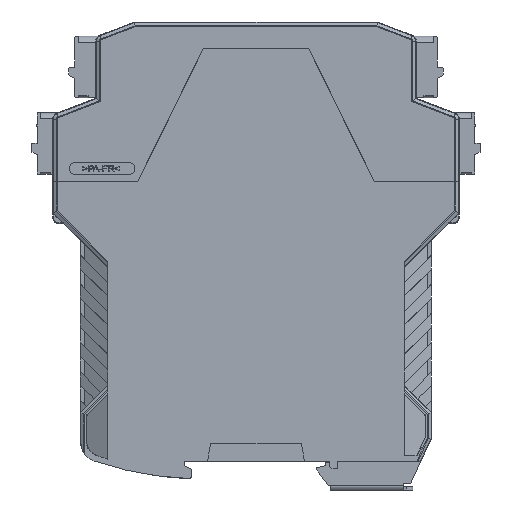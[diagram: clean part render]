
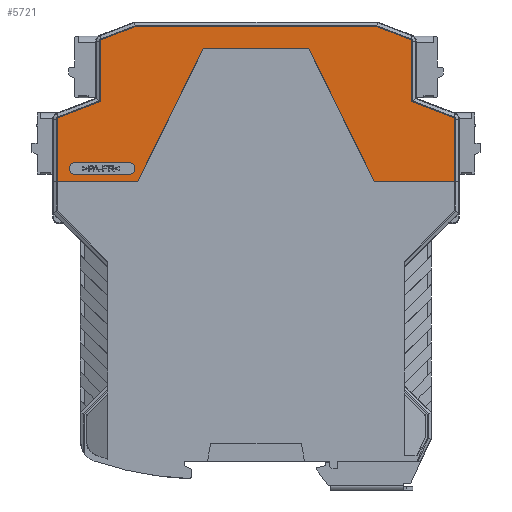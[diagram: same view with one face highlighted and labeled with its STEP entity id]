
A CAD part, left-side view. The second image highlights one B-rep face of the part: STEP entity #5721.
In plain terms, the highlighted planar face has unit normal (-1, 0, 0).
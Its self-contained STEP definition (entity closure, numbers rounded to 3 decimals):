
#1678=FACE_BOUND('',#17922,.T.);
#1679=FACE_BOUND('',#17923,.T.);
#2530=CIRCLE('',#88248,0.382);
#2534=CIRCLE('',#88255,0.382);
#2538=CIRCLE('',#88264,0.382);
#2542=CIRCLE('',#88271,0.382);
#2566=CIRCLE('',#88376,1.5);
#2568=CIRCLE('',#88380,1.5);
#5721=ADVANCED_FACE('',(#1678,#1679),#9563,.F.);
#9563=PLANE('',#88561);
#17922=EDGE_LOOP('',(#34550,#34551,#34552,#34553,#34554,#34555,#34556,#34557,
#34558,#34559,#34560,#34561,#34562,#34563,#34564,#34565,#34566,#34567));
#17923=EDGE_LOOP('',(#34568,#34569,#34570,#34571));
#34550=ORIENTED_EDGE('',*,*,#58714,.T.);
#34551=ORIENTED_EDGE('',*,*,#58873,.T.);
#34552=ORIENTED_EDGE('',*,*,#58875,.T.);
#34553=ORIENTED_EDGE('',*,*,#58878,.T.);
#34554=ORIENTED_EDGE('',*,*,#58881,.T.);
#34555=ORIENTED_EDGE('',*,*,#58884,.T.);
#34556=ORIENTED_EDGE('',*,*,#58887,.T.);
#34557=ORIENTED_EDGE('',*,*,#58890,.T.);
#34558=ORIENTED_EDGE('',*,*,#58893,.T.);
#34559=ORIENTED_EDGE('',*,*,#58896,.T.);
#34560=ORIENTED_EDGE('',*,*,#58899,.T.);
#34561=ORIENTED_EDGE('',*,*,#58902,.T.);
#34562=ORIENTED_EDGE('',*,*,#58905,.T.);
#34563=ORIENTED_EDGE('',*,*,#58907,.T.);
#34564=ORIENTED_EDGE('',*,*,#58663,.T.);
#34565=ORIENTED_EDGE('',*,*,#59291,.T.);
#34566=ORIENTED_EDGE('',*,*,#59438,.T.);
#34567=ORIENTED_EDGE('',*,*,#59406,.T.);
#34568=ORIENTED_EDGE('',*,*,#59147,.F.);
#34569=ORIENTED_EDGE('',*,*,#59151,.F.);
#34570=ORIENTED_EDGE('',*,*,#59154,.F.);
#34571=ORIENTED_EDGE('',*,*,#59158,.F.);
#48474=VERTEX_POINT('',#126957);
#48475=VERTEX_POINT('',#126959);
#48505=VERTEX_POINT('',#127057);
#48506=VERTEX_POINT('',#127059);
#48606=VERTEX_POINT('',#127433);
#48608=VERTEX_POINT('',#127438);
#48610=VERTEX_POINT('',#127459);
#48612=VERTEX_POINT('',#127465);
#48614=VERTEX_POINT('',#127471);
#48616=VERTEX_POINT('',#127492);
#48618=VERTEX_POINT('',#127498);
#48620=VERTEX_POINT('',#127504);
#48622=VERTEX_POINT('',#127510);
#48624=VERTEX_POINT('',#127531);
#48626=VERTEX_POINT('',#127537);
#48628=VERTEX_POINT('',#127543);
#48785=VERTEX_POINT('',#128307);
#48786=VERTEX_POINT('',#128308);
#48789=VERTEX_POINT('',#128316);
#48791=VERTEX_POINT('',#128322);
#48854=VERTEX_POINT('',#128591);
#48896=VERTEX_POINT('',#128816);
#58663=EDGE_CURVE('',#48475,#48474,#69943,.T.);
#58714=EDGE_CURVE('',#48506,#48505,#69989,.T.);
#58873=EDGE_CURVE('',#48505,#48606,#70081,.T.);
#58875=EDGE_CURVE('',#48606,#48608,#2530,.T.);
#58878=EDGE_CURVE('',#48608,#48610,#70082,.T.);
#58881=EDGE_CURVE('',#48610,#48612,#70084,.T.);
#58884=EDGE_CURVE('',#48612,#48614,#2534,.T.);
#58887=EDGE_CURVE('',#48614,#48616,#70086,.T.);
#58890=EDGE_CURVE('',#48616,#48618,#70088,.T.);
#58893=EDGE_CURVE('',#48618,#48620,#70090,.T.);
#58896=EDGE_CURVE('',#48620,#48622,#2538,.T.);
#58899=EDGE_CURVE('',#48622,#48624,#70092,.T.);
#58902=EDGE_CURVE('',#48624,#48626,#70094,.T.);
#58905=EDGE_CURVE('',#48626,#48628,#2542,.T.);
#58907=EDGE_CURVE('',#48628,#48475,#70096,.T.);
#59147=EDGE_CURVE('',#48785,#48786,#2566,.T.);
#59151=EDGE_CURVE('',#48789,#48785,#70287,.T.);
#59154=EDGE_CURVE('',#48791,#48789,#2568,.T.);
#59158=EDGE_CURVE('',#48786,#48791,#70292,.T.);
#59291=EDGE_CURVE('',#48474,#48854,#70421,.T.);
#59406=EDGE_CURVE('',#48896,#48506,#70529,.T.);
#59438=EDGE_CURVE('',#48854,#48896,#70559,.T.);
#69943=LINE('',#126958,#80392);
#69989=LINE('',#127058,#80438);
#70081=LINE('',#127434,#80530);
#70082=LINE('',#127460,#80531);
#70084=LINE('',#127466,#80533);
#70086=LINE('',#127493,#80535);
#70088=LINE('',#127499,#80537);
#70090=LINE('',#127505,#80539);
#70092=LINE('',#127532,#80541);
#70094=LINE('',#127538,#80543);
#70096=LINE('',#127562,#80545);
#70287=LINE('',#128315,#80746);
#70292=LINE('',#128328,#80751);
#70421=LINE('',#128592,#80880);
#70529=LINE('',#128815,#80988);
#70559=LINE('',#128881,#81018);
#80392=VECTOR('',#102834,1.);
#80438=VECTOR('',#102926,1.);
#80530=VECTOR('',#103256,1.);
#80531=VECTOR('',#103267,1.);
#80533=VECTOR('',#103273,1.);
#80535=VECTOR('',#103285,1.);
#80537=VECTOR('',#103291,1.);
#80539=VECTOR('',#103297,1.);
#80541=VECTOR('',#103309,1.);
#80543=VECTOR('',#103315,1.);
#80545=VECTOR('',#103325,1.);
#80746=VECTOR('',#103738,1.);
#80751=VECTOR('',#103751,1.);
#80880=VECTOR('',#104026,1.);
#80988=VECTOR('',#104282,1.);
#81018=VECTOR('',#104366,1.);
#88248=AXIS2_PLACEMENT_3D('',#127439,#103261,#103262);
#88255=AXIS2_PLACEMENT_3D('',#127472,#103279,#103280);
#88264=AXIS2_PLACEMENT_3D('',#127511,#103303,#103304);
#88271=AXIS2_PLACEMENT_3D('',#127544,#103321,#103322);
#88376=AXIS2_PLACEMENT_3D('',#128306,#103730,#103731);
#88380=AXIS2_PLACEMENT_3D('',#128321,#103743,#103744);
#88561=AXIS2_PLACEMENT_3D('',#128889,#104377,#104378);
#102834=DIRECTION('',(0.,-1.,0.));
#102926=DIRECTION('',(0.,-1.,0.));
#103256=DIRECTION('',(0.,0.,1.));
#103261=DIRECTION('',(-1.,0.,0.));
#103262=DIRECTION('',(0.,0.,-1.));
#103267=DIRECTION('',(0.,0.934,0.358));
#103273=DIRECTION('',(0.,0.,1.));
#103279=DIRECTION('',(-1.,0.,0.));
#103280=DIRECTION('',(0.,0.,-1.));
#103285=DIRECTION('',(0.,0.934,0.358));
#103291=DIRECTION('',(0.,1.,0.));
#103297=DIRECTION('',(0.,0.934,-0.358));
#103303=DIRECTION('',(-1.,0.,0.));
#103304=DIRECTION('',(0.,0.,-1.));
#103309=DIRECTION('',(0.,0.,-1.));
#103315=DIRECTION('',(0.,0.934,-0.358));
#103321=DIRECTION('',(-1.,0.,0.));
#103322=DIRECTION('',(0.,0.,-1.));
#103325=DIRECTION('',(0.,0.,-1.));
#103730=DIRECTION('',(-1.,0.,0.));
#103731=DIRECTION('',(0.,-1.,0.));
#103738=DIRECTION('',(0.,-1.,0.));
#103743=DIRECTION('',(-1.,0.,0.));
#103744=DIRECTION('',(0.,-1.,0.));
#103751=DIRECTION('',(0.,1.,0.));
#104026=DIRECTION('',(0.,-0.443,0.897));
#104282=DIRECTION('',(0.,-0.443,-0.897));
#104366=DIRECTION('',(0.,-1.,0.));
#104377=DIRECTION('',(1.,0.,0.));
#104378=DIRECTION('',(0.,0.,1.));
#126957=CARTESIAN_POINT('',(-11.35,28.781,14.75));
#126958=CARTESIAN_POINT('',(-11.35,13.5,14.75));
#126959=CARTESIAN_POINT('',(-11.35,48.382,14.75));
#127057=CARTESIAN_POINT('',(-11.35,-48.382,14.75));
#127058=CARTESIAN_POINT('',(-11.35,13.5,14.75));
#127059=CARTESIAN_POINT('',(-11.35,-28.781,14.75));
#127433=CARTESIAN_POINT('',(-11.35,-48.382,29.86));
#127434=CARTESIAN_POINT('',(-11.35,-48.382,29.86));
#127438=CARTESIAN_POINT('',(-11.35,-48.137,30.217));
#127439=CARTESIAN_POINT('',(-11.35,-48.,29.86));
#127459=CARTESIAN_POINT('',(-11.35,-37.882,34.153));
#127460=CARTESIAN_POINT('',(-11.35,-37.958,34.124));
#127465=CARTESIAN_POINT('',(-11.35,-37.882,48.861));
#127466=CARTESIAN_POINT('',(-11.35,-37.882,48.861));
#127471=CARTESIAN_POINT('',(-11.35,-37.637,49.217));
#127472=CARTESIAN_POINT('',(-11.35,-37.5,48.861));
#127492=CARTESIAN_POINT('',(-11.35,-29.393,52.382));
#127493=CARTESIAN_POINT('',(-11.35,-29.372,52.39));
#127498=CARTESIAN_POINT('',(-11.35,29.393,52.382));
#127499=CARTESIAN_POINT('',(-11.35,29.415,52.382));
#127504=CARTESIAN_POINT('',(-11.35,37.637,49.217));
#127505=CARTESIAN_POINT('',(-11.35,37.637,49.217));
#127510=CARTESIAN_POINT('',(-11.35,37.882,48.861));
#127511=CARTESIAN_POINT('',(-11.35,37.5,48.861));
#127531=CARTESIAN_POINT('',(-11.35,37.882,34.153));
#127532=CARTESIAN_POINT('',(-11.35,37.882,34.234));
#127537=CARTESIAN_POINT('',(-11.35,48.137,30.217));
#127538=CARTESIAN_POINT('',(-11.35,48.137,30.217));
#127543=CARTESIAN_POINT('',(-11.35,48.382,29.86));
#127544=CARTESIAN_POINT('',(-11.35,48.,29.86));
#127562=CARTESIAN_POINT('',(-11.35,48.382,14.75));
#128306=CARTESIAN_POINT('',(-11.35,31.,17.8));
#128307=CARTESIAN_POINT('',(-11.35,31.,16.3));
#128308=CARTESIAN_POINT('',(-11.35,31.,19.3));
#128315=CARTESIAN_POINT('',(-11.35,44.,16.3));
#128316=CARTESIAN_POINT('',(-11.35,44.,16.3));
#128321=CARTESIAN_POINT('',(-11.35,44.,17.8));
#128322=CARTESIAN_POINT('',(-11.35,44.,19.3));
#128328=CARTESIAN_POINT('',(-11.35,31.,19.3));
#128591=CARTESIAN_POINT('',(-11.35,12.831,47.05));
#128592=CARTESIAN_POINT('',(-11.35,22.808,26.846));
#128815=CARTESIAN_POINT('',(-11.35,-17.515,37.565));
#128816=CARTESIAN_POINT('',(-11.35,-12.831,47.05));
#128881=CARTESIAN_POINT('',(-11.35,13.5,47.05));
#128889=CARTESIAN_POINT('',(-11.35,13.5,22.25));
